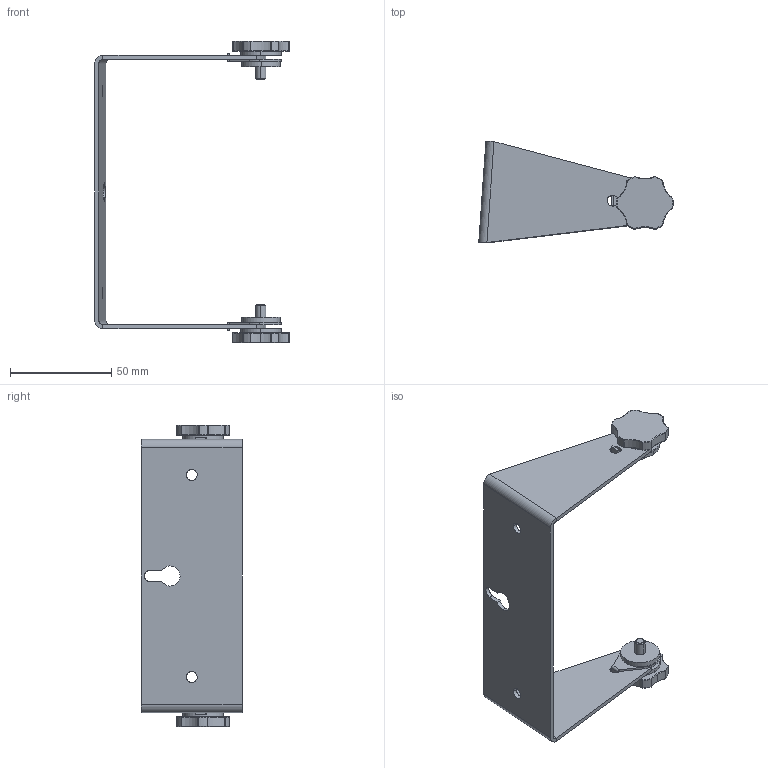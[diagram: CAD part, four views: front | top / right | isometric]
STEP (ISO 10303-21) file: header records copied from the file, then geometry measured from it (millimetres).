
FILE_DESCRIPTION (( 'STEP AP214' ), '1' );
FILE_NAME ('MG-0002-00 Mounting bracket.STEP', '2021-08-23T15:26:54', ( '' ), ( '' ), 'SwSTEP 2.0', 'SolidWorks 2020', '' );
FILE_SCHEMA (( 'AUTOMOTIVE_DESIGN' ));
Length unit declared in the file: millimetre
Products named in the file (5): NLT300-08 Rubber washer_ST 2017.04.01; MG-0002-00 Mounting bracket; ZAA-01328-00_ST 2017.04.01; ZAA-01329-00_ST 2017.04.01_show all; ZAA-01327-01_ST 2017.04.01_show all
Assembly tree (7 placements, depth 2):
  MG-0002-00 Mounting bracket
    NLT300-08 Rubber washer_ST 2017.04.01  x2
    ZAA-01327-01_ST 2017.04.01_show all
    ZAA-01328-00_ST 2017.04.01  x2
    ZAA-01329-00_ST 2017.04.01_show all  x2
Bounding box: 96.04 x 50.16 x 149 mm (x, y, z)
Volume: 33144.4 mm3; surface area: 32236.4 mm2
Topology: 7 solids, 7 shells, 260 faces, 610 edges, 320 vertices
Faces by surface type: cylinder 108, torus 52, plane 48, sphere 48, cone 4
Entity records: 4502 total; most frequent: DIRECTION 878, CARTESIAN_POINT 700, ORIENTED_EDGE 680, AXIS2_PLACEMENT_3D 376, EDGE_CURVE 340, CIRCLE 214, VERTEX_POINT 198, EDGE_LOOP 168
